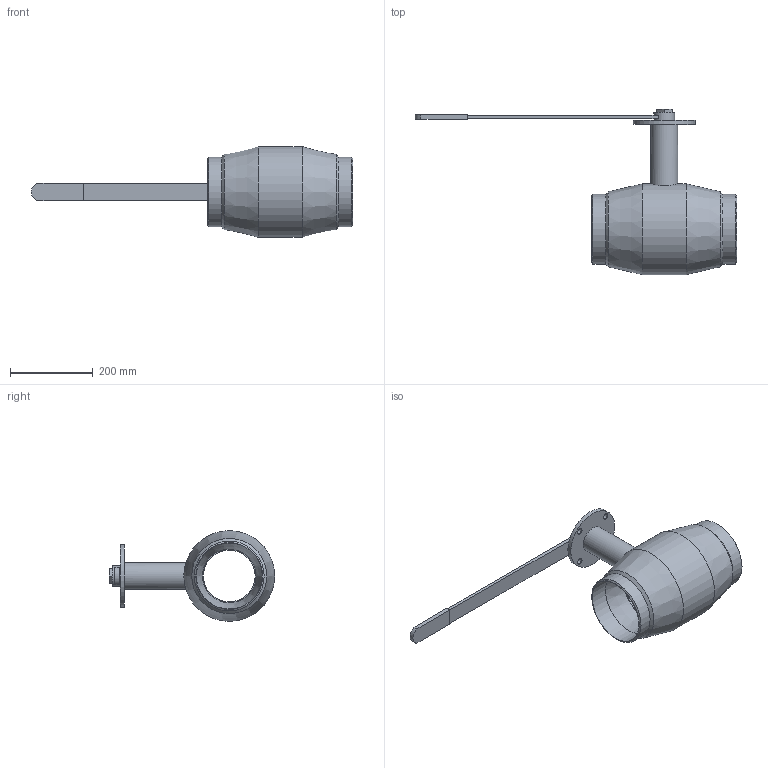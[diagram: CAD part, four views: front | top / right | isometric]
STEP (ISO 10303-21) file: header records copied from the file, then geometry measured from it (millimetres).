
FILE_DESCRIPTION((''),'2;1');
FILE_NAME('AT3590S-150.stp','2016-03-07T09:52:05',('Przemo'),(''),'Autodesk Inventor 2012','Autodesk Inventor 2012','');
FILE_SCHEMA(('AUTOMOTIVE_DESIGN { 1 0 10303 214 1 1 1 1 }'));
Length unit declared in the file: millimetre
Products named in the file (3): AT3590S-150; AT3590-150; DZG-K27-000-1
Assembly tree (2 placements, depth 2):
  AT3590S-150
    AT3590-150
    DZG-K27-000-1
Bounding box: 776 x 399.05 x 219.1 mm (x, y, z)
Volume: 6438283.5 mm3; surface area: 517784.8 mm2
Topology: 2 solids, 2 shells, 196 faces, 488 edges, 322 vertices
Faces by surface type: plane 133, bspline 31, cylinder 20, cone 12
Full cylindrical faces by diameter (mm): 13 x4, 50 x1, 65 x2, 85 x1, 125 x1, 150 x1, 159.3 x2, 168.3 x2, 219.1 x1
Entity records: 6042 total; most frequent: CARTESIAN_POINT 1532, ORIENTED_EDGE 908, DIRECTION 782, EDGE_CURVE 454, VECTOR 340, LINE 340, VERTEX_POINT 316, EDGE_LOOP 262
